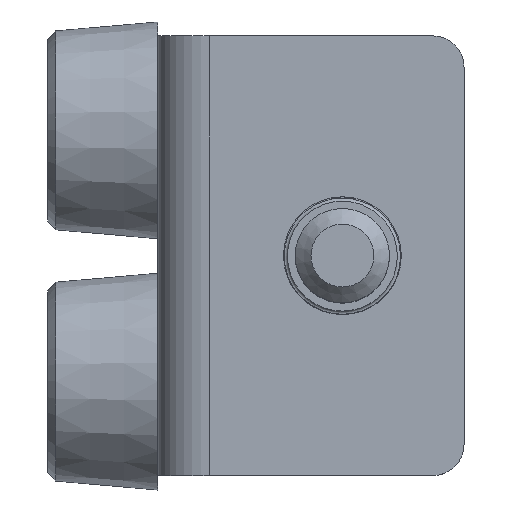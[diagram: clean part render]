
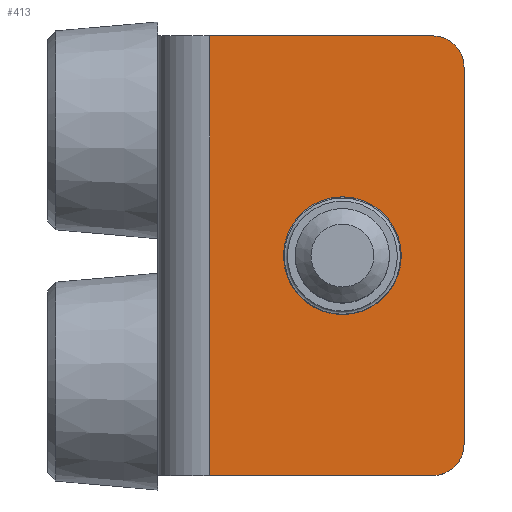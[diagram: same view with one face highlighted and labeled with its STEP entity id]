
A CAD part, top view. The second image highlights one B-rep face of the part: STEP entity #413.
In plain terms, the highlighted planar face has unit normal (0, 0, 1).
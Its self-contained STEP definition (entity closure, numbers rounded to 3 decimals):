
#413 = ADVANCED_FACE( '', ( #961, #962 ), #963, .T. );
#961 = FACE_BOUND( '', #1670, .T. );
#962 = FACE_OUTER_BOUND( '', #1671, .T. );
#963 = PLANE( '', #1672 );
#1670 = EDGE_LOOP( '', ( #2793 ) );
#1671 = EDGE_LOOP( '', ( #2794, #2795, #2796, #2797, #2798, #2799 ) );
#1672 = AXIS2_PLACEMENT_3D( '', #2800, #2801, #2802 );
#2793 = ORIENTED_EDGE( '', *, *, #4003, .T. );
#2794 = ORIENTED_EDGE( '', *, *, #3942, .F. );
#2795 = ORIENTED_EDGE( '', *, *, #4004, .T. );
#2796 = ORIENTED_EDGE( '', *, *, #4005, .F. );
#2797 = ORIENTED_EDGE( '', *, *, #3794, .T. );
#2798 = ORIENTED_EDGE( '', *, *, #4006, .T. );
#2799 = ORIENTED_EDGE( '', *, *, #4007, .T. );
#2800 = CARTESIAN_POINT( '', ( 10.3, 28., 28.2 ) );
#2801 = DIRECTION( '', ( 0., 0., 1. ) );
#2802 = DIRECTION( '', ( 0., -1., 0. ) );
#3794 = EDGE_CURVE( '', #4470, #4468, #4471, .T. );
#3942 = EDGE_CURVE( '', #4701, #4703, #4704, .T. );
#4003 = EDGE_CURVE( '', #4795, #4795, #4796, .T. );
#4004 = EDGE_CURVE( '', #4701, #4797, #4798, .T. );
#4005 = EDGE_CURVE( '', #4470, #4797, #4799, .T. );
#4006 = EDGE_CURVE( '', #4468, #4800, #4801, .T. );
#4007 = EDGE_CURVE( '', #4800, #4703, #4802, .T. );
#4468 = VERTEX_POINT( '', #5488 );
#4470 = VERTEX_POINT( '', #5491 );
#4471 = CIRCLE( '', #5492, 2. );
#4701 = VERTEX_POINT( '', #5919 );
#4703 = VERTEX_POINT( '', #5922 );
#4704 = LINE( '', #5923, #5924 );
#4795 = VERTEX_POINT( '', #6076 );
#4796 = CIRCLE( '', #6077, 3.75 );
#4797 = VERTEX_POINT( '', #6078 );
#4798 = CIRCLE( '', #6079, 2. );
#4799 = LINE( '', #6080, #6081 );
#4800 = VERTEX_POINT( '', #6082 );
#4801 = LINE( '', #6083, #6084 );
#4802 = LINE( '', #6085, #6086 );
#5488 = CARTESIAN_POINT( '', ( 24.5, 28., 28.2 ) );
#5491 = CARTESIAN_POINT( '', ( 26.5, 26., 28.2 ) );
#5492 = AXIS2_PLACEMENT_3D( '', #6740, #6741, #6742 );
#5919 = CARTESIAN_POINT( '', ( 24.5, 0., 28.2 ) );
#5922 = CARTESIAN_POINT( '', ( 10.3, 0., 28.2 ) );
#5923 = CARTESIAN_POINT( '', ( 10.3, 0., 28.2 ) );
#5924 = VECTOR( '', #6876, 1000. );
#6076 = CARTESIAN_POINT( '', ( 15., 14., 28.2 ) );
#6077 = AXIS2_PLACEMENT_3D( '', #6956, #6957, #6958 );
#6078 = CARTESIAN_POINT( '', ( 26.5, 2., 28.2 ) );
#6079 = AXIS2_PLACEMENT_3D( '', #6959, #6960, #6961 );
#6080 = CARTESIAN_POINT( '', ( 26.5, 28., 28.2 ) );
#6081 = VECTOR( '', #6962, 1000. );
#6082 = CARTESIAN_POINT( '', ( 10.3, 28., 28.2 ) );
#6083 = CARTESIAN_POINT( '', ( 10.3, 28., 28.2 ) );
#6084 = VECTOR( '', #6963, 1000. );
#6085 = CARTESIAN_POINT( '', ( 10.3, 28., 28.2 ) );
#6086 = VECTOR( '', #6964, 1000. );
#6740 = CARTESIAN_POINT( '', ( 24.5, 26., 28.2 ) );
#6741 = DIRECTION( '', ( 0., 0., 1. ) );
#6742 = DIRECTION( '', ( 0., -1., 0. ) );
#6876 = DIRECTION( '', ( -1., 0., 0. ) );
#6956 = CARTESIAN_POINT( '', ( 18.75, 14., 28.2 ) );
#6957 = DIRECTION( '', ( 0., 0., -1. ) );
#6958 = DIRECTION( '', ( -1., 0., 0. ) );
#6959 = CARTESIAN_POINT( '', ( 24.5, 2., 28.2 ) );
#6960 = DIRECTION( '', ( 0., 0., 1. ) );
#6961 = DIRECTION( '', ( 0., -1., 0. ) );
#6962 = DIRECTION( '', ( 0., -1., 0. ) );
#6963 = DIRECTION( '', ( -1., 0., 0. ) );
#6964 = DIRECTION( '', ( 0., -1., 0. ) );
